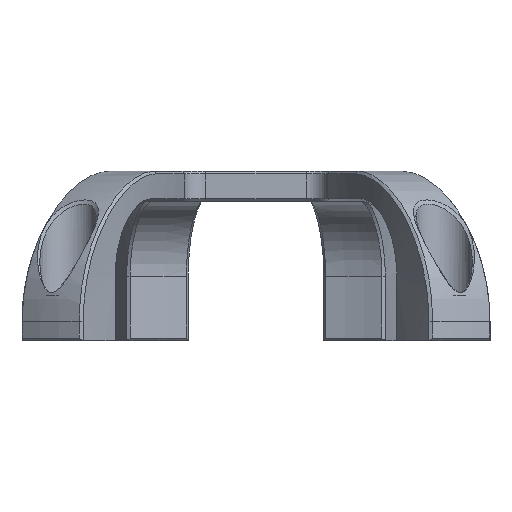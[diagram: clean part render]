
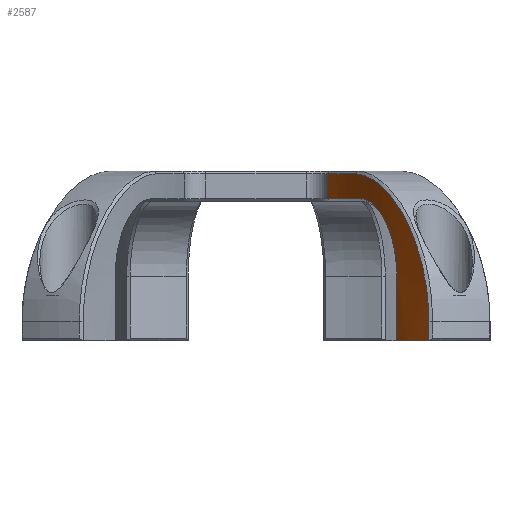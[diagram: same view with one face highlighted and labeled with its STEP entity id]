
A CAD part, front view. The second image highlights one B-rep face of the part: STEP entity #2587.
In plain terms, the highlighted cylindrical face has radius 93.137 mm (diameter 186.274 mm), a partial arc.
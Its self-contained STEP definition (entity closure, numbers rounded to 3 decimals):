
#124=CYLINDRICAL_SURFACE('',#2817,93.137);
#192=CIRCLE('',#2701,93.137);
#232=CIRCLE('',#2775,93.137);
#247=CIRCLE('',#2818,93.137);
#397=FACE_OUTER_BOUND('',#569,.T.);
#569=EDGE_LOOP('',(#2334,#2335,#2336,#2337,#2338,#2339,#2340,#2341,#2342,
#2343,#2344,#2345));
#632=B_SPLINE_CURVE_WITH_KNOTS('',3,(#4837,#4838,#4839,#4840),
 .UNSPECIFIED.,.F.,.F.,(4,4),(-1.366,-1.366),
 .UNSPECIFIED.);
#634=B_SPLINE_CURVE_WITH_KNOTS('',3,(#4878,#4879,#4880,#4881,#4882,#4883,
#4884),.UNSPECIFIED.,.F.,.F.,(4,1,1,1,4),(-3.417,-2.515,
-1.614,-0.712,-0.261),.UNSPECIFIED.);
#635=B_SPLINE_CURVE_WITH_KNOTS('',3,(#4905,#4906,#4907,#4908),
 .UNSPECIFIED.,.F.,.F.,(4,4),(-0.216,-0.215),
 .UNSPECIFIED.);
#660=B_SPLINE_CURVE_WITH_KNOTS('',3,(#5441,#5442,#5443,#5444),
 .UNSPECIFIED.,.F.,.F.,(4,4),(-4.552,-4.552),
 .UNSPECIFIED.);
#661=B_SPLINE_CURVE_WITH_KNOTS('',3,(#5470,#5471,#5472,#5473,#5474,#5475),
 .UNSPECIFIED.,.F.,.F.,(4,1,1,4),(-4.741,-4.291,-3.841,
-3.165),.UNSPECIFIED.);
#668=B_SPLINE_CURVE_WITH_KNOTS('',3,(#5644,#5645,#5646,#5647),
 .UNSPECIFIED.,.F.,.F.,(4,4),(0.198,0.198),
 .UNSPECIFIED.);
#780=LINE('',#4888,#956);
#812=LINE('',#5383,#988);
#858=LINE('',#5996,#1034);
#956=VECTOR('',#3112,10.);
#988=VECTOR('',#3260,10.);
#1034=VECTOR('',#3392,10.);
#1150=VERTEX_POINT('',#4743);
#1151=VERTEX_POINT('',#4747);
#1157=VERTEX_POINT('',#4831);
#1158=VERTEX_POINT('',#4836);
#1160=VERTEX_POINT('',#4875);
#1161=VERTEX_POINT('',#4877);
#1224=VERTEX_POINT('',#5381);
#1225=VERTEX_POINT('',#5382);
#1230=VERTEX_POINT('',#5439);
#1231=VERTEX_POINT('',#5469);
#1238=VERTEX_POINT('',#5603);
#1239=VERTEX_POINT('',#5605);
#1439=EDGE_CURVE('',#1150,#1151,#192,.T.);
#1449=EDGE_CURVE('',#1157,#1158,#632,.T.);
#1453=EDGE_CURVE('',#1160,#1161,#634,.T.);
#1456=EDGE_CURVE('',#1161,#1157,#780,.T.);
#1457=EDGE_CURVE('',#1151,#1160,#635,.T.);
#1544=EDGE_CURVE('',#1224,#1225,#812,.T.);
#1555=EDGE_CURVE('',#1230,#1224,#660,.T.);
#1556=EDGE_CURVE('',#1225,#1231,#661,.T.);
#1573=EDGE_CURVE('',#1238,#1239,#232,.T.);
#1584=EDGE_CURVE('',#1231,#1238,#668,.T.);
#1636=EDGE_CURVE('',#1150,#1239,#858,.T.);
#1642=EDGE_CURVE('',#1158,#1230,#247,.T.);
#2334=ORIENTED_EDGE('',*,*,#1439,.F.);
#2335=ORIENTED_EDGE('',*,*,#1636,.T.);
#2336=ORIENTED_EDGE('',*,*,#1573,.F.);
#2337=ORIENTED_EDGE('',*,*,#1584,.F.);
#2338=ORIENTED_EDGE('',*,*,#1556,.F.);
#2339=ORIENTED_EDGE('',*,*,#1544,.F.);
#2340=ORIENTED_EDGE('',*,*,#1555,.F.);
#2341=ORIENTED_EDGE('',*,*,#1642,.F.);
#2342=ORIENTED_EDGE('',*,*,#1449,.F.);
#2343=ORIENTED_EDGE('',*,*,#1456,.F.);
#2344=ORIENTED_EDGE('',*,*,#1453,.F.);
#2345=ORIENTED_EDGE('',*,*,#1457,.F.);
#2587=ADVANCED_FACE('',(#397),#124,.T.);
#2701=AXIS2_PLACEMENT_3D('',#4749,#3093,#3094);
#2775=AXIS2_PLACEMENT_3D('',#5606,#3296,#3297);
#2817=AXIS2_PLACEMENT_3D('',#6010,#3412,#3413);
#2818=AXIS2_PLACEMENT_3D('',#6011,#3414,#3415);
#3093=DIRECTION('center_axis',(0.,0.,1.));
#3094=DIRECTION('ref_axis',(-0.808,-0.589,0.));
#3112=DIRECTION('',(0.,0.,-1.));
#3260=DIRECTION('',(0.,0.,1.));
#3296=DIRECTION('center_axis',(0.,0.,-1.));
#3297=DIRECTION('ref_axis',(-0.808,-0.589,0.));
#3392=DIRECTION('',(0.,0.,-1.));
#3412=DIRECTION('center_axis',(0.,0.,-1.));
#3413=DIRECTION('ref_axis',(-0.808,-0.589,0.));
#3414=DIRECTION('center_axis',(0.,0.,-1.));
#3415=DIRECTION('ref_axis',(-0.808,-0.589,0.));
#4743=CARTESIAN_POINT('',(9.541,-14.612,40.05));
#4747=CARTESIAN_POINT('',(13.237,-24.514,40.05));
#4749=CARTESIAN_POINT('Origin',(98.505,12.954,40.05));
#4831=CARTESIAN_POINT('',(23.017,-41.599,17.803));
#4836=CARTESIAN_POINT('',(23.015,-41.597,17.8));
#4837=CARTESIAN_POINT('Ctrl Pts',(23.017,-41.599,17.803));
#4838=CARTESIAN_POINT('Ctrl Pts',(23.016,-41.598,17.802));
#4839=CARTESIAN_POINT('Ctrl Pts',(23.016,-41.598,17.801));
#4840=CARTESIAN_POINT('Ctrl Pts',(23.015,-41.597,17.8));
#4875=CARTESIAN_POINT('',(13.249,-24.542,40.05));
#4877=CARTESIAN_POINT('',(23.017,-41.599,20.4));
#4878=CARTESIAN_POINT('Ctrl Pts',(13.249,-24.542,40.05));
#4879=CARTESIAN_POINT('Ctrl Pts',(14.431,-27.229,40.05));
#4880=CARTESIAN_POINT('Ctrl Pts',(17.072,-32.496,38.71));
#4881=CARTESIAN_POINT('Ctrl Pts',(20.815,-38.514,33.071));
#4882=CARTESIAN_POINT('Ctrl Pts',(22.727,-41.196,26.285));
#4883=CARTESIAN_POINT('Ctrl Pts',(23.017,-41.599,21.869));
#4884=CARTESIAN_POINT('Ctrl Pts',(23.017,-41.599,20.4));
#4888=CARTESIAN_POINT('',(23.017,-41.599,17.8));
#4905=CARTESIAN_POINT('Ctrl Pts',(13.237,-24.514,40.05));
#4906=CARTESIAN_POINT('Ctrl Pts',(13.241,-24.523,40.05));
#4907=CARTESIAN_POINT('Ctrl Pts',(13.245,-24.532,40.05));
#4908=CARTESIAN_POINT('Ctrl Pts',(13.249,-24.542,40.05));
#5381=CARTESIAN_POINT('',(18.758,-35.159,17.8));
#5382=CARTESIAN_POINT('',(18.758,-35.159,26.4));
#5383=CARTESIAN_POINT('',(18.758,-35.159,17.8));
#5439=CARTESIAN_POINT('',(18.758,-35.159,17.8));
#5441=CARTESIAN_POINT('Ctrl Pts',(18.758,-35.159,17.8));
#5442=CARTESIAN_POINT('Ctrl Pts',(18.758,-35.159,17.8));
#5443=CARTESIAN_POINT('Ctrl Pts',(18.758,-35.159,17.8));
#5444=CARTESIAN_POINT('Ctrl Pts',(18.758,-35.159,17.8));
#5469=CARTESIAN_POINT('',(13.912,-26.014,36.75));
#5470=CARTESIAN_POINT('Ctrl Pts',(18.758,-35.159,26.4));
#5471=CARTESIAN_POINT('Ctrl Pts',(18.758,-35.159,27.951));
#5472=CARTESIAN_POINT('Ctrl Pts',(18.389,-34.553,31.041));
#5473=CARTESIAN_POINT('Ctrl Pts',(16.646,-31.553,35.397));
#5474=CARTESIAN_POINT('Ctrl Pts',(14.885,-28.127,36.75));
#5475=CARTESIAN_POINT('Ctrl Pts',(13.912,-26.014,36.75));
#5603=CARTESIAN_POINT('',(13.902,-25.993,36.75));
#5605=CARTESIAN_POINT('',(9.541,-14.612,36.75));
#5606=CARTESIAN_POINT('Origin',(98.505,12.954,36.75));
#5644=CARTESIAN_POINT('Ctrl Pts',(13.912,-26.014,36.75));
#5645=CARTESIAN_POINT('Ctrl Pts',(13.909,-26.007,36.75));
#5646=CARTESIAN_POINT('Ctrl Pts',(13.905,-26.,36.75));
#5647=CARTESIAN_POINT('Ctrl Pts',(13.902,-25.993,36.75));
#5996=CARTESIAN_POINT('',(9.541,-14.612,17.8));
#6010=CARTESIAN_POINT('Origin',(98.505,12.954,17.8));
#6011=CARTESIAN_POINT('Origin',(98.505,12.954,17.8));
